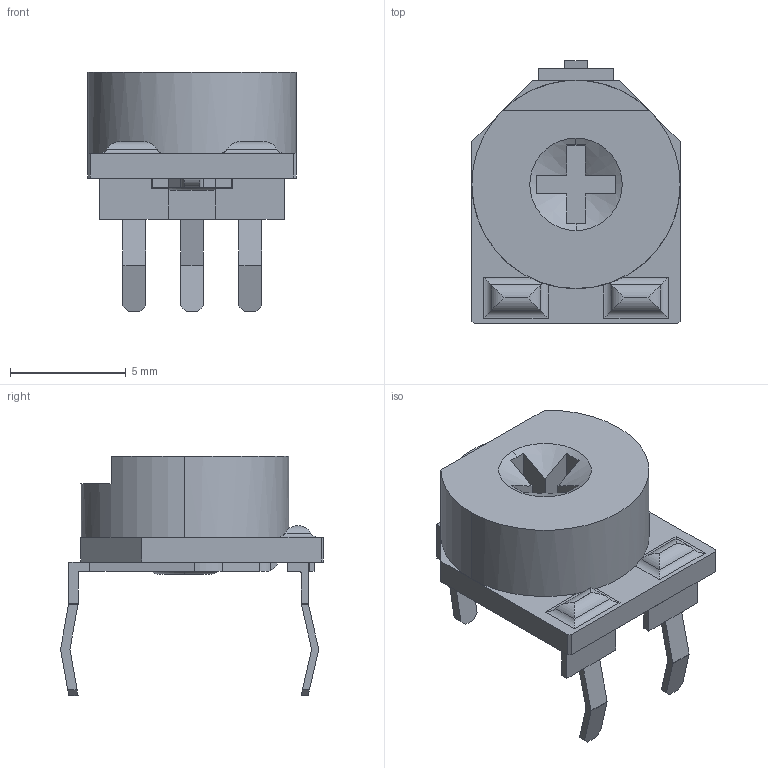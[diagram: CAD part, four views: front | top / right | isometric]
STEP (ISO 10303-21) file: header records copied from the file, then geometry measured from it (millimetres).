
FILE_DESCRIPTION((''),'2;1');
FILE_NAME('3319P','2013-05-14T',('maxm'),('Bourns, Inc.'),'PRO/ENGINEER BY PARAMETRIC TECHNOLOGY CORPORATION, 2012230','PRO/ENGINEER BY PARAMETRIC TECHNOLOGY CORPORATION, 2012230','');
FILE_SCHEMA(('CONFIG_CONTROL_DESIGN'));
Length unit declared in the file: inch
Products named in the file (1): 3319P
Bounding box: 8.99 x 11.35 x 10.35 mm (x, y, z)
Volume: 322 mm3; surface area: 415.1 mm2
Topology: 1 solids, 1 shells, 149 faces, 393 edges, 251 vertices
Faces by surface type: plane 99, cylinder 44, torus 4, cone 2
Entity records: 4819 total; most frequent: CARTESIAN_POINT 1156, ORIENTED_EDGE 786, DIRECTION 696, EDGE_CURVE 393, VECTOR 284, LINE 284, VERTEX_POINT 251, AXIS2_PLACEMENT_3D 206
